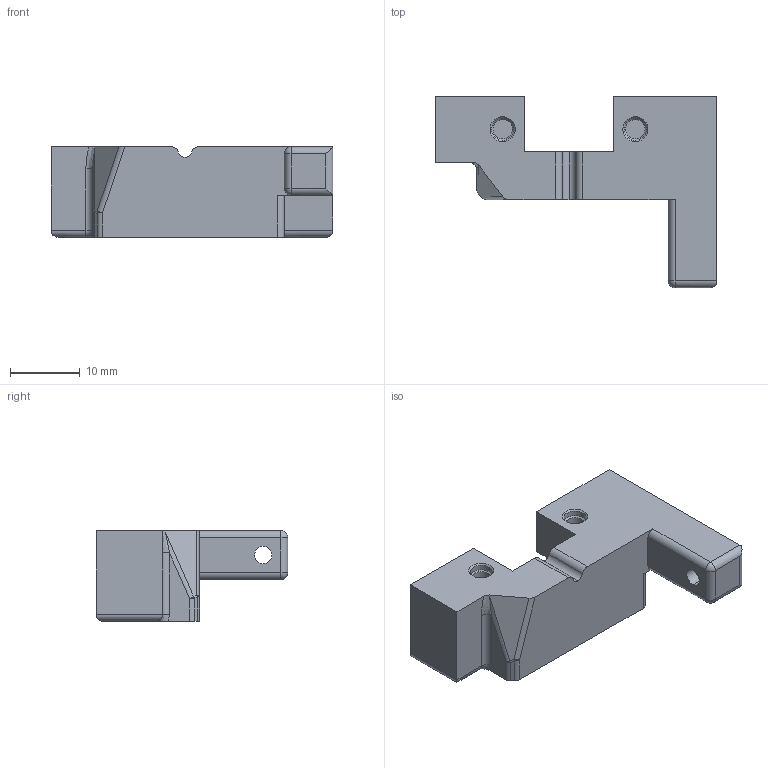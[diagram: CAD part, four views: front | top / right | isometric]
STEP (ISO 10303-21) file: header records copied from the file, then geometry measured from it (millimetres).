
FILE_DESCRIPTION (( 'STEP AP214' ), '1' );
FILE_NAME ('OptoTap PCB Mount.STEP', '2023-10-21T23:02:54', ( '' ), ( '' ), 'SwSTEP 2.0', 'SolidWorks 2022', '' );
FILE_SCHEMA (( 'AUTOMOTIVE_DESIGN' ));
Length unit declared in the file: millimetre
Products named in the file (1): OptoTap PCB Mount
Bounding box: 40.5 x 27.54 x 13 mm (x, y, z)
Volume: 5632.7 mm3; surface area: 3397.8 mm2
Topology: 1 solids, 1 shells, 105 faces, 243 edges, 150 vertices
Faces by surface type: cylinder 47, plane 38, cone 14, sphere 4, bspline 1, torus 1
Entity records: 3019 total; most frequent: CARTESIAN_POINT 559, DIRECTION 536, ORIENTED_EDGE 482, EDGE_CURVE 241, AXIS2_PLACEMENT_3D 202, VERTEX_POINT 150, VECTOR 132, LINE 132
